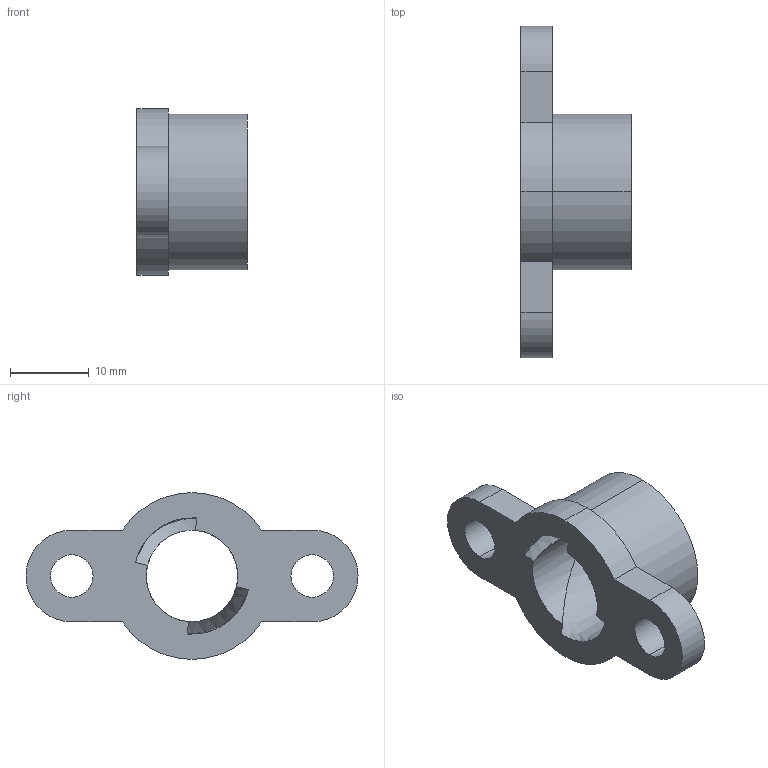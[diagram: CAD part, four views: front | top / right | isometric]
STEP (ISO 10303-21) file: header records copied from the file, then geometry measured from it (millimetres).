
FILE_DESCRIPTION (( 'STEP AP214' ), '1' );
FILE_NAME ('Pièce2.STEP', '2020-03-02T18:46:29', ( '' ), ( '' ), 'SwSTEP 2.0', 'SolidWorks 2018', '' );
FILE_SCHEMA (( 'AUTOMOTIVE_DESIGN' ));
Length unit declared in the file: millimetre
Products named in the file (1): Pièce2
Bounding box: 14 x 42.21 x 21.2 mm (x, y, z)
Volume: 3318.2 mm3; surface area: 2676.3 mm2
Topology: 1 solids, 1 shells, 27 faces, 72 edges, 48 vertices
Faces by surface type: cylinder 14, plane 7, bspline 6
Entity records: 2258 total; most frequent: CARTESIAN_POINT 1586, ORIENTED_EDGE 144, DIRECTION 124, EDGE_CURVE 72, AXIS2_PLACEMENT_3D 49, VERTEX_POINT 48, EDGE_LOOP 34, FACE_OUTER_BOUND 27
